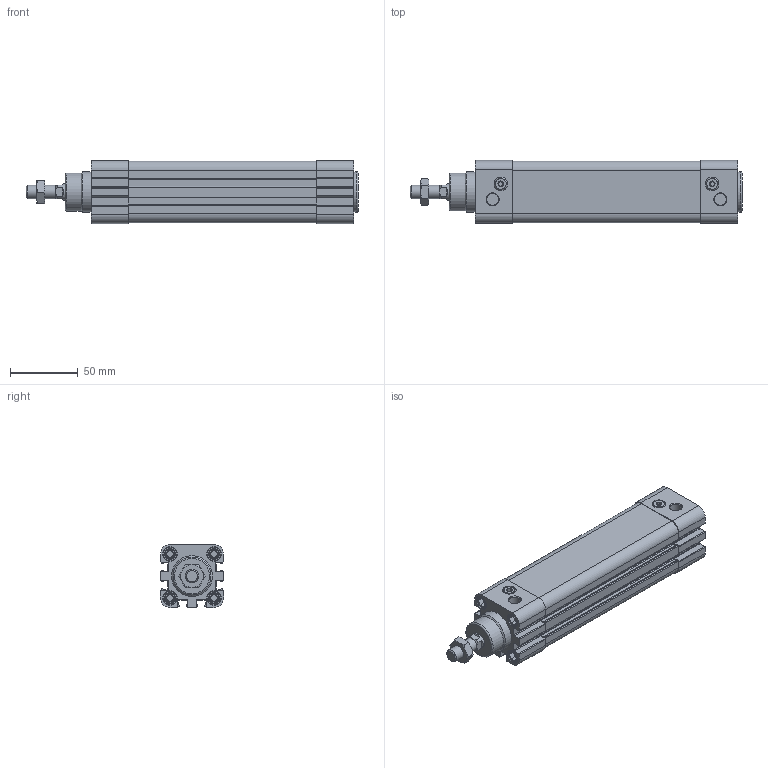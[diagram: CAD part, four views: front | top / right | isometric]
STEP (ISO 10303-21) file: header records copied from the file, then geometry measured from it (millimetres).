
FILE_DESCRIPTION(/* description */ ('STEP AP203'),/* implementation_level */ '2;1');
FILE_NAME(/* name */ 'FVBC32X100-0-S()(0)',/* time_stamp */ '2024-05-09T13:46:59+02:00',/* author */ ('License CC BY-ND 4.0'),/* organization */ ('CADENAS'),/* preprocessor_version */ 'ST-DEVELOPER v19.3',/* originating_system */ 'PARTsolutions',/* authorisation */ ' ');
FILE_SCHEMA (('CONFIG_CONTROL_DESIGN'));
Length unit declared in the file: millimetre
Products named in the file (3): FVBC32X100-0-S()(0); FVB32x100()_fvbc_body ; 32X100-0_rod
Assembly tree (2 placements, depth 2):
  FVBC32X100-0-S()(0)
    FVB32x100()_fvbc_body 
    32X100-0_rod
Bounding box: 245 x 46.5 x 46.58 mm (x, y, z)
Volume: 288608.9 mm3; surface area: 97237.1 mm2
Topology: 2 solids, 2 shells, 451 faces, 1108 edges, 711 vertices
Faces by surface type: plane 260, cylinder 148, cone 32, torus 11
Full cylindrical faces by diameter (mm): 4.917 x8, 8.4 x8, 8.566 x2, 9.7 x8, 10 x4, 12 x3, 20 x2, 28 x1, 30 x2, 32 x2
Entity records: 12937 total; most frequent: CARTESIAN_POINT 2286, DIRECTION 2254, ORIENTED_EDGE 2064, EDGE_CURVE 1032, AXIS2_PLACEMENT_3D 800, VERTEX_POINT 702, LINE 654, VECTOR 654
